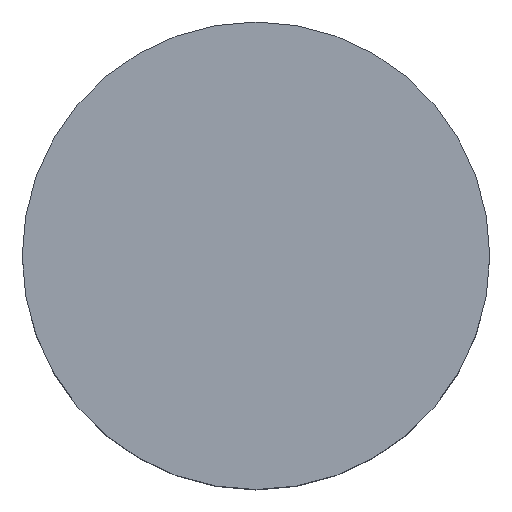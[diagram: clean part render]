
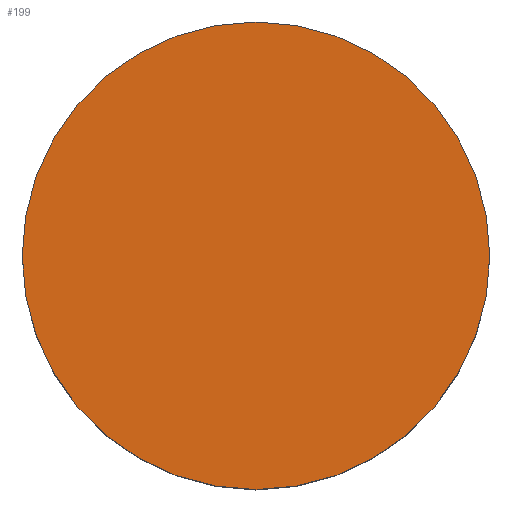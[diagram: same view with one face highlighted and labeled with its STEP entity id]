
A CAD part, top view. The second image highlights one B-rep face of the part: STEP entity #199.
In plain terms, the highlighted planar face has unit normal (0, 0, 1).
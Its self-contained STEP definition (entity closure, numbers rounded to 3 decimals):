
#27 = AXIS2_PLACEMENT_3D ( 'NONE', #165, #278, #305 ) ;
#39 = DIRECTION ( 'NONE',  ( 0., 0., 1. ) ) ;
#48 = PLANE ( 'NONE',  #27 ) ;
#64 = AXIS2_PLACEMENT_3D ( 'NONE', #179, #39, #71 ) ;
#71 = DIRECTION ( 'NONE',  ( 1., 0., 0. ) ) ;
#81 = CARTESIAN_POINT ( 'NONE',  ( 0., 0., 0. ) ) ;
#82 = EDGE_CURVE ( 'NONE', #246, #215, #312, .T. ) ;
#99 = EDGE_CURVE ( 'NONE', #215, #246, #219, .T. ) ;
#165 = CARTESIAN_POINT ( 'NONE',  ( 0., 0., 0. ) ) ;
#174 = CARTESIAN_POINT ( 'NONE',  ( -3., 0., 0. ) ) ;
#179 = CARTESIAN_POINT ( 'NONE',  ( 0., 0., 0. ) ) ;
#193 = FACE_OUTER_BOUND ( 'NONE', #251, .T. ) ;
#199 = ADVANCED_FACE ( 'NONE', ( #193 ), #48, .T. ) ;
#204 = CARTESIAN_POINT ( 'NONE',  ( 3., 0., 0. ) ) ;
#215 = VERTEX_POINT ( 'NONE', #174 ) ;
#219 = CIRCLE ( 'NONE', #64, 3. ) ;
#246 = VERTEX_POINT ( 'NONE', #204 ) ;
#251 = EDGE_LOOP ( 'NONE', ( #293, #265 ) ) ;
#265 = ORIENTED_EDGE ( 'NONE', *, *, #99, .T. ) ;
#278 = DIRECTION ( 'NONE',  ( 0., 0., 1. ) ) ;
#293 = ORIENTED_EDGE ( 'NONE', *, *, #82, .T. ) ;
#305 = DIRECTION ( 'NONE',  ( 1., 0., 0. ) ) ;
#311 = DIRECTION ( 'NONE',  ( 0., 0., 1. ) ) ;
#312 = CIRCLE ( 'NONE', #351, 3. ) ;
#324 = DIRECTION ( 'NONE',  ( 1., 0., 0. ) ) ;
#351 = AXIS2_PLACEMENT_3D ( 'NONE', #81, #311, #324 ) ;
